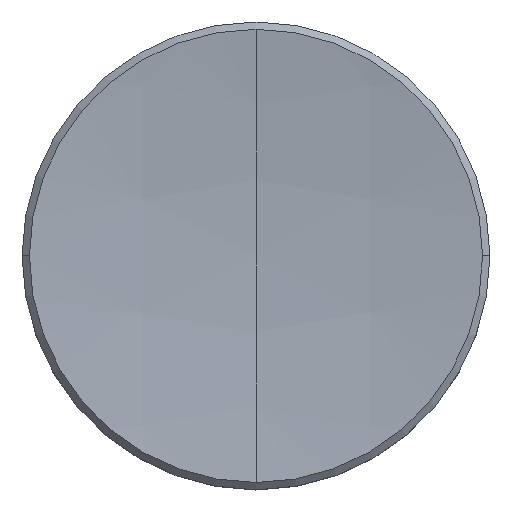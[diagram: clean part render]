
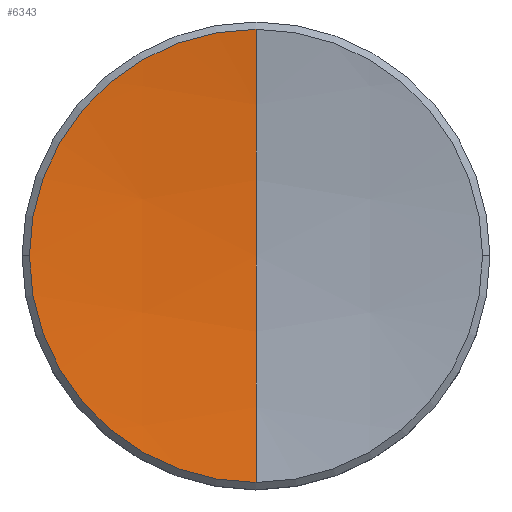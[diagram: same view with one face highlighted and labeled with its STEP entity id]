
A CAD part, top view. The second image highlights one B-rep face of the part: STEP entity #6343.
In plain terms, the highlighted spherical face has radius 50 mm.
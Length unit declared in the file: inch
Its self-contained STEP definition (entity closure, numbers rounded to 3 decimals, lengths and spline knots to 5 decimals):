
#6248 = EDGE_CURVE ( 'NONE', #6316, #6255, #15097, .T. ) ;
#6255 = VERTEX_POINT ( 'NONE', #15127 ) ;
#6308 = VERTEX_POINT ( 'NONE', #15425 ) ;
#6309 = EDGE_CURVE ( 'NONE', #6255, #6308, #15442, .T. ) ;
#6316 = VERTEX_POINT ( 'NONE', #15471 ) ;
#6320 = EDGE_LOOP ( 'NONE', ( #6461, #6373, #6323, #6404 ) ) ;
#6323 = ORIENTED_EDGE ( 'NONE', *, *, #6324, .T. ) ;
#6324 = EDGE_CURVE ( 'NONE', #6308, #6345, #15414, .T. ) ;
#6343 = ADVANCED_FACE ( 'NONE', ( #15682 ), #15672, .F. ) ;
#6345 = VERTEX_POINT ( 'NONE', #15574 ) ;
#6373 = ORIENTED_EDGE ( 'NONE', *, *, #6309, .T. ) ;
#6404 = ORIENTED_EDGE ( 'NONE', *, *, #6405, .F. ) ;
#6405 = EDGE_CURVE ( 'NONE', #6316, #6345, #17234, .T. ) ;
#6461 = ORIENTED_EDGE ( 'NONE', *, *, #6248, .T. ) ;
#15058 = DIRECTION ( 'NONE',  ( 1., 0., 0. ) ) ;
#15094 = DIRECTION ( 'NONE',  ( 0., 0., 1. ) ) ;
#15095 = CARTESIAN_POINT ( 'NONE',  ( 0., 0., 0.07401 ) ) ;
#15096 = AXIS2_PLACEMENT_3D ( 'NONE', #15095, #15094, #15058 ) ;
#15097 = CIRCLE ( 'NONE', #15096, 0.24217 ) ;
#15127 = CARTESIAN_POINT ( 'NONE',  ( -0.24217, 0., 0.07401 ) ) ;
#15412 = CARTESIAN_POINT ( 'NONE',  ( 0., 0., 0.07401 ) ) ;
#15413 = CARTESIAN_POINT ( 'NONE',  ( 0., 0., 2.02756 ) ) ;
#15414 = CIRCLE ( 'NONE', #15480, 1.9685 ) ;
#15423 = DIRECTION ( 'NONE',  ( 0., 0., 1. ) ) ;
#15425 = CARTESIAN_POINT ( 'NONE',  ( 0., -0.24217, 0.07401 ) ) ;
#15434 = DIRECTION ( 'NONE',  ( 1., 0., 0. ) ) ;
#15442 = CIRCLE ( 'NONE', #15486, 0.24217 ) ;
#15471 = CARTESIAN_POINT ( 'NONE',  ( 0., 0.24217, 0.07401 ) ) ;
#15478 = DIRECTION ( 'NONE',  ( 0., 1., 0. ) ) ;
#15479 = DIRECTION ( 'NONE',  ( 1., 0., 0. ) ) ;
#15480 = AXIS2_PLACEMENT_3D ( 'NONE', #15413, #15479, #15478 ) ;
#15486 = AXIS2_PLACEMENT_3D ( 'NONE', #15412, #15423, #15434 ) ;
#15574 = CARTESIAN_POINT ( 'NONE',  ( 0., 0., 0.05906 ) ) ;
#15667 = DIRECTION ( 'NONE',  ( 0., 1., 0. ) ) ;
#15668 = DIRECTION ( 'NONE',  ( 1., 0., 0. ) ) ;
#15669 = CARTESIAN_POINT ( 'NONE',  ( 0., 0., 2.02756 ) ) ;
#15671 = AXIS2_PLACEMENT_3D ( 'NONE', #15669, #15668, #15667 ) ;
#15672 = SPHERICAL_SURFACE ( 'NONE', #15671, 1.9685 ) ;
#15682 = FACE_OUTER_BOUND ( 'NONE', #6320, .T. ) ;
#17234 = CIRCLE ( 'NONE', #17256, 1.9685 ) ;
#17253 = DIRECTION ( 'NONE',  ( 0., 0., 1. ) ) ;
#17254 = DIRECTION ( 'NONE',  ( -1., 0., 0. ) ) ;
#17255 = CARTESIAN_POINT ( 'NONE',  ( 0., 0., 2.02756 ) ) ;
#17256 = AXIS2_PLACEMENT_3D ( 'NONE', #17255, #17254, #17253 ) ;
